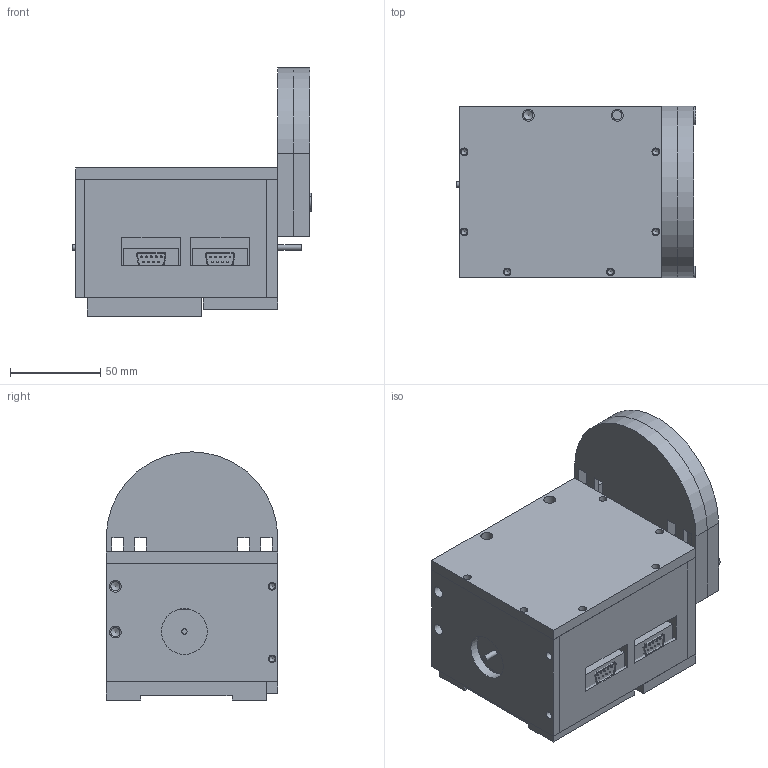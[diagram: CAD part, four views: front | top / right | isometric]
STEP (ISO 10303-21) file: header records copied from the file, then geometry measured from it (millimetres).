
FILE_DESCRIPTION(/* description */ (''),/* implementation_level */ '2;1');
FILE_NAME(/* name */ 'minita box with spacer v36.step',/* time_stamp */ '2024-10-08T15:29:19-07:00',/* author */ (''),/* organization */ (''),/* preprocessor_version */ 'ST-DEVELOPER v20',/* originating_system */ 'Autodesk Translation Framework v13.14.0.145',/* authorisation */ '');
FILE_SCHEMA (('AUTOMOTIVE_DESIGN { 1 0 10303 214 3 1 1 }'));
Length unit declared in the file: metre
Products named in the file (12): minita box with spacer; db9 wall; thick wall; fiber wall; 5063N22_Circuit Board D-Sub Connector_5063N22; table_mount_and_heatsink (1); pcb dims; laser wall; lid; bottom; Part Studio 1 - Part 1 v1; Part Studio 1 - Part 1 v1 (1)
Assembly tree (12 placements, depth 2):
  minita box with spacer
    5063N22_Circuit Board D-Sub Connector_5063N22  x2
    db9 wall
    thick wall
    fiber wall
    table_mount_and_heatsink (1)
    pcb dims
    laser wall
    lid
    bottom
    Part Studio 1 - Part 1 v1
    Part Studio 1 - Part 1 v1 (1)
Bounding box: 133.13 x 95.25 x 137.82 mm (x, y, z)
Volume: 675492.5 mm3; surface area: 192823.8 mm2
Topology: 12 solids, 12 shells, 721 faces, 1806 edges, 1165 vertices
Faces by surface type: plane 354, cylinder 258, sphere 36, torus 32, cone 26, bspline 15
Full cylindrical faces by diameter (mm): 0.635 x18, 0.991 x18, 1.524 x18, 2.05 x4, 3 x2, 3.048 x4, 3.416 x14, 4.305 x16, 5.118 x6, 6.35 x1, 6.528 x10, 6.756 x4, 10.16 x3, 25.4 x1
Entity records: 15269 total; most frequent: CARTESIAN_POINT 2987, DIRECTION 2532, ORIENTED_EDGE 2354, EDGE_CURVE 1177, AXIS2_PLACEMENT_3D 878, VERTEX_POINT 786, LINE 776, VECTOR 776
